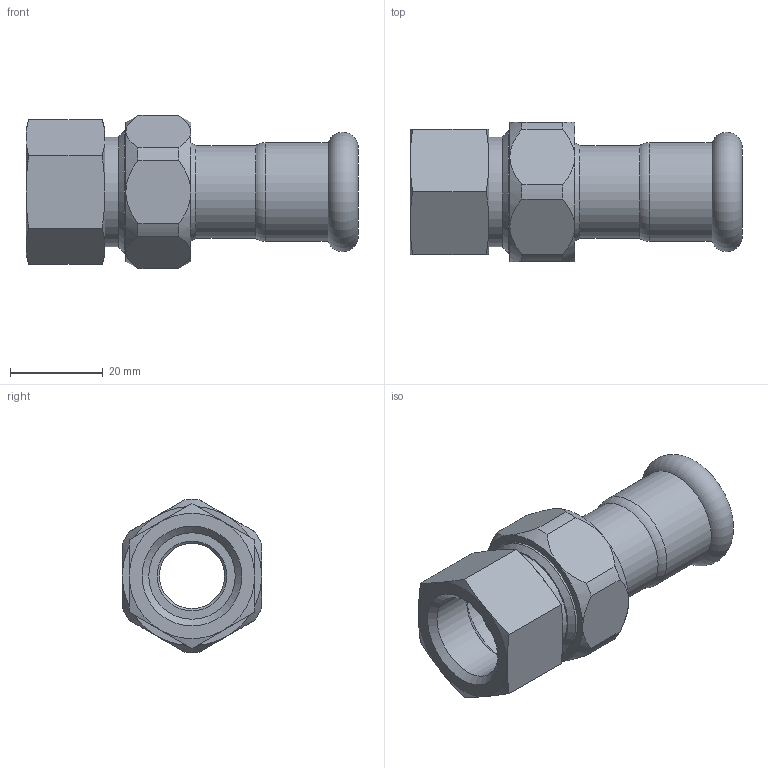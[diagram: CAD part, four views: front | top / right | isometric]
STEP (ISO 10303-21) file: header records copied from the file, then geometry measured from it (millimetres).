
FILE_DESCRIPTION(/* description */ ('BOCCHETTONE SEDE PIANA FILETTATO FEMMINA 1/2"X18 INOX'),/* implementation_level */ '2;1');
FILE_NAME(/* name */ '184018003I_Inoxpres.stp',/* time_stamp */ '2022-10-11T14:20:57+02:00',/* author */ ('Vault'),/* organization */ ('Raccorderie metalliche s.p.a. '),/* preprocessor_version */ 'ST-DEVELOPER v18.1',/* originating_system */ 'Autodesk Inventor 2020',/* authorisation */ 'Raccorderie metalliche s.p.a. ');
FILE_SCHEMA (('AUTOMOTIVE_DESIGN { 1 0 10303 214 3 1 1 }'));
Length unit declared in the file: millimetre
Products named in the file (1): 184018003I_Inoxpres
Bounding box: 71.5 x 30 x 32.98 mm (x, y, z)
Volume: 19178.7 mm3; surface area: 12565.3 mm2
Topology: 1 solids, 2 shells, 92 faces, 232 edges, 152 vertices
Faces by surface type: cone 38, plane 24, cylinder 23, torus 7
Full cylindrical faces by diameter (mm): 14 x2, 17 x1, 18.3 x1, 18.631 x1, 18.7 x2, 20 x1, 21.3 x1, 21.8 x1, 22 x1, 22.2 x1, 23.5 x1, 24 x2, 24.4 x1, 26.45 x1
Entity records: 2826 total; most frequent: CARTESIAN_POINT 573, DIRECTION 505, ORIENTED_EDGE 464, EDGE_CURVE 232, AXIS2_PLACEMENT_3D 228, VERTEX_POINT 152, CIRCLE 135, EDGE_LOOP 104
